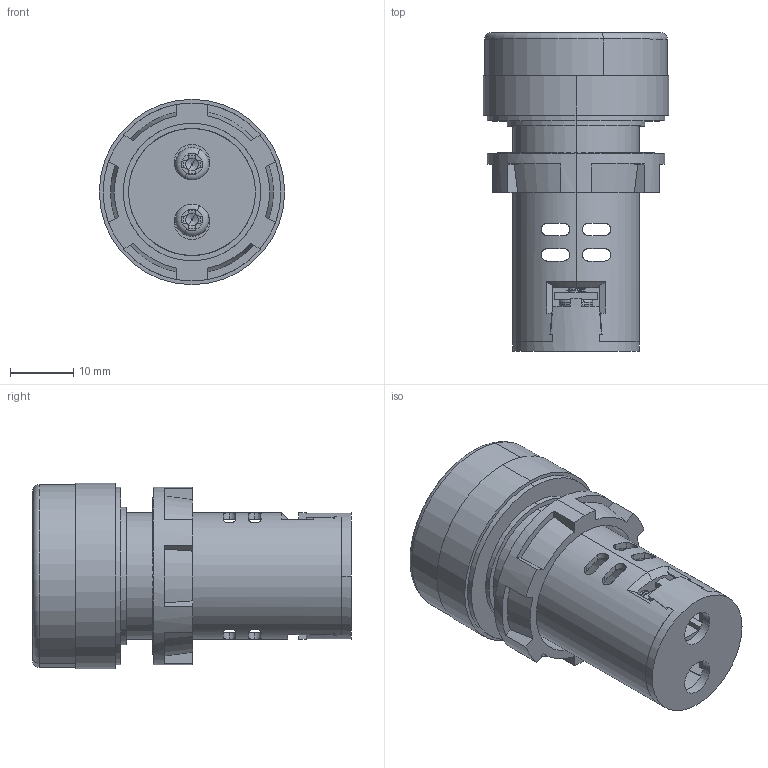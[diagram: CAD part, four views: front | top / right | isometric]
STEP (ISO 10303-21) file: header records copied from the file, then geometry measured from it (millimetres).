
FILE_DESCRIPTION (( 'STEP AP203' ), '1' );
FILE_NAME ('AD16-22DS Pilot Light.STEP', '2024-06-16T01:52:39', ( '' ), ( '' ), 'SwSTEP 2.0', 'SolidWorks 2022', '' );
FILE_SCHEMA (( 'CONFIG_CONTROL_DESIGN' ));
Length unit declared in the file: millimetre
Products named in the file (1): AD16-22DS Pilot Light
Bounding box: 29.2 x 50.2 x 29.2 mm (x, y, z)
Volume: 13415.5 mm3; surface area: 11616 mm2
Topology: 8 solids, 8 shells, 810 faces, 2139 edges, 1360 vertices
Faces by surface type: plane 456, bspline 196, cylinder 116, torus 26, cone 12, sphere 4
Entity records: 27970 total; most frequent: CARTESIAN_POINT 9522, ORIENTED_EDGE 4278, DIRECTION 3063, EDGE_CURVE 2139, VERTEX_POINT 1360, VECTOR 1097, LINE 1097, AXIS2_PLACEMENT_3D 983
